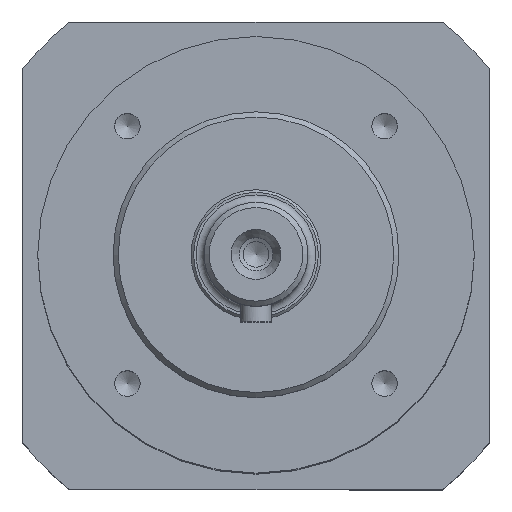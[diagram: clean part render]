
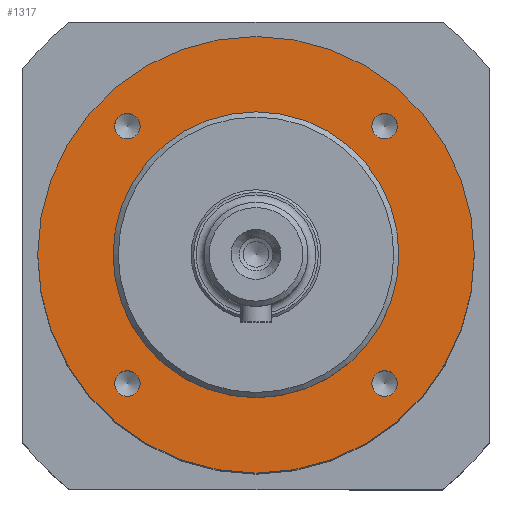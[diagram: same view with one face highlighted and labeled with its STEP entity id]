
A CAD part, top view. The second image highlights one B-rep face of the part: STEP entity #1317.
In plain terms, the highlighted planar face has unit normal (0, 0, 1).
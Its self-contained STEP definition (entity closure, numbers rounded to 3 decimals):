
#649=CARTESIAN_POINT('',(27.207,-24.749,117.2));
#650=VERTEX_POINT('',#649);
#651=CARTESIAN_POINT('',(24.749,-24.749,117.2));
#652=DIRECTION('',(0.0,0.0,-1.0));
#653=DIRECTION('',(1.0,0.0,0.0));
#654=AXIS2_PLACEMENT_3D('',#651,#652,#653);
#655=CIRCLE('',#654,2.459);
#656=EDGE_CURVE('',#650,#650,#655,.T.);
#686=CARTESIAN_POINT('',(-22.29,-24.749,117.2));
#687=VERTEX_POINT('',#686);
#688=CARTESIAN_POINT('',(-24.749,-24.749,117.2));
#689=DIRECTION('',(0.0,0.0,-1.0));
#690=DIRECTION('',(1.0,0.0,0.0));
#691=AXIS2_PLACEMENT_3D('',#688,#689,#690);
#692=CIRCLE('',#691,2.459);
#693=EDGE_CURVE('',#687,#687,#692,.T.);
#723=CARTESIAN_POINT('',(-22.29,24.749,117.2));
#724=VERTEX_POINT('',#723);
#725=CARTESIAN_POINT('',(-24.749,24.749,117.2));
#726=DIRECTION('',(0.0,0.0,-1.0));
#727=DIRECTION('',(1.0,0.0,0.0));
#728=AXIS2_PLACEMENT_3D('',#725,#726,#727);
#729=CIRCLE('',#728,2.459);
#730=EDGE_CURVE('',#724,#724,#729,.T.);
#760=CARTESIAN_POINT('',(27.207,24.749,117.2));
#761=VERTEX_POINT('',#760);
#762=CARTESIAN_POINT('',(24.749,24.749,117.2));
#763=DIRECTION('',(0.0,0.0,-1.0));
#764=DIRECTION('',(1.0,0.0,0.0));
#765=AXIS2_PLACEMENT_3D('',#762,#763,#764);
#766=CIRCLE('',#765,2.459);
#767=EDGE_CURVE('',#761,#761,#766,.T.);
#1219=CARTESIAN_POINT('',(27.5,0.,117.2));
#1220=VERTEX_POINT('',#1219);
#1221=CARTESIAN_POINT('',(0.0,0.0,117.2));
#1222=DIRECTION('',(0.0,0.0,-1.0));
#1223=DIRECTION('',(-1.0,0.0,0.0));
#1224=AXIS2_PLACEMENT_3D('',#1221,#1222,#1223);
#1225=CIRCLE('',#1224,27.5);
#1226=EDGE_CURVE('',#1220,#1220,#1225,.T.);
#1279=CARTESIAN_POINT('',(42.0,0.,117.2));
#1280=VERTEX_POINT('',#1279);
#1281=CARTESIAN_POINT('',(0.0,0.0,117.2));
#1282=DIRECTION('',(0.0,0.0,-1.0));
#1283=DIRECTION('',(-1.0,0.0,0.0));
#1284=AXIS2_PLACEMENT_3D('',#1281,#1282,#1283);
#1285=CIRCLE('',#1284,42.0);
#1286=EDGE_CURVE('',#1280,#1280,#1285,.T.);
#1294=CARTESIAN_POINT('',(0.0,0.0,117.2));
#1295=DIRECTION('',(0.0,0.0,-1.0));
#1296=DIRECTION('',(-1.0,0.0,0.0));
#1297=AXIS2_PLACEMENT_3D('',#1294,#1295,#1296);
#1298=PLANE('',#1297);
#1299=ORIENTED_EDGE('',*,*,#1286,.F.);
#1300=EDGE_LOOP('',(#1299));
#1301=FACE_OUTER_BOUND('',#1300,.T.);
#1302=ORIENTED_EDGE('',*,*,#656,.T.);
#1303=EDGE_LOOP('',(#1302));
#1304=FACE_BOUND('',#1303,.T.);
#1305=ORIENTED_EDGE('',*,*,#693,.T.);
#1306=EDGE_LOOP('',(#1305));
#1307=FACE_BOUND('',#1306,.T.);
#1308=ORIENTED_EDGE('',*,*,#730,.T.);
#1309=EDGE_LOOP('',(#1308));
#1310=FACE_BOUND('',#1309,.T.);
#1311=ORIENTED_EDGE('',*,*,#767,.T.);
#1312=EDGE_LOOP('',(#1311));
#1313=FACE_BOUND('',#1312,.T.);
#1314=ORIENTED_EDGE('',*,*,#1226,.T.);
#1315=EDGE_LOOP('',(#1314));
#1316=FACE_BOUND('',#1315,.T.);
#1317=ADVANCED_FACE('',(#1301,#1304,#1307,#1310,#1313,#1316),#1298,.F.);
